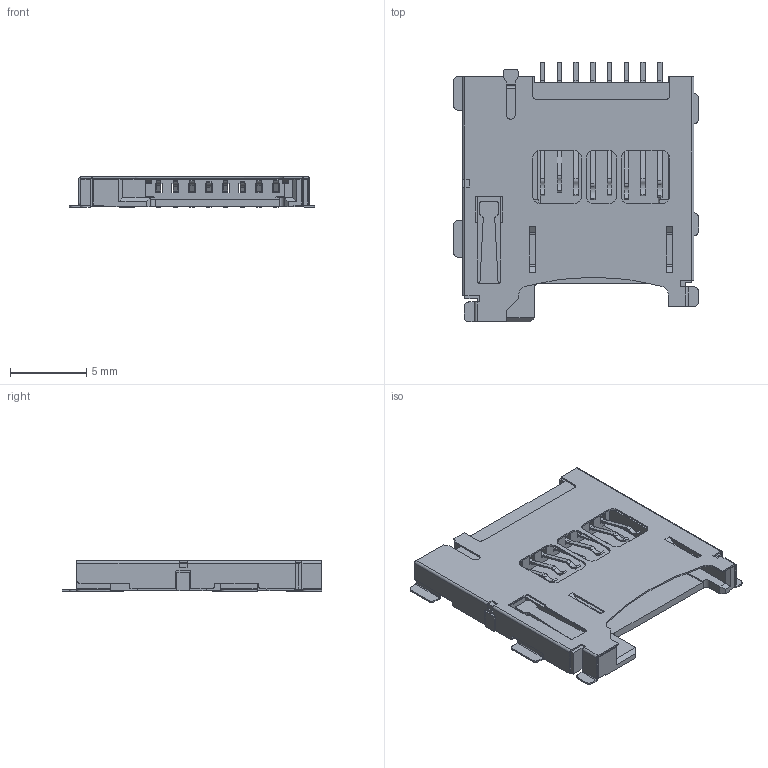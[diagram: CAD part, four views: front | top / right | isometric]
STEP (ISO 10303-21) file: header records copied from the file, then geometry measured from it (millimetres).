
FILE_DESCRIPTION((''),'2;1');
FILE_NAME('492250821','2014-01-21T',('me'),(''),'PRO/ENGINEER BY PARAMETRIC TECHNOLOGY CORPORATION, 2011490','PRO/ENGINEER BY PARAMETRIC TECHNOLOGY CORPORATION, 2011490','');
FILE_SCHEMA(('CONFIG_CONTROL_DESIGN'));
Length unit declared in the file: millimetre
Products named in the file (1): 492250821
Bounding box: 16.1 x 17.05 x 1.98 mm (x, y, z)
Volume: 245.1 mm3; surface area: 1222.2 mm2
Topology: 2 solids, 2 shells, 816 faces, 2431 edges, 1595 vertices
Faces by surface type: plane 592, cylinder 223, cone 1
Entity records: 27132 total; most frequent: CARTESIAN_POINT 4783, ORIENTED_EDGE 4742, DIRECTION 4518, EDGE_CURVE 2371, VECTOR 1978, LINE 1978, VERTEX_POINT 1535, AXIS2_PLACEMENT_3D 1270
